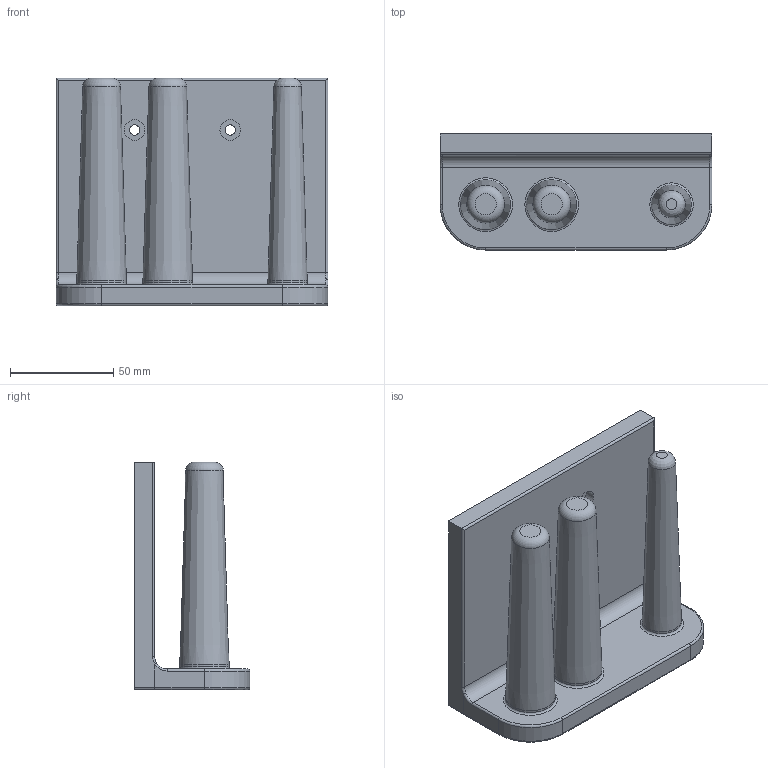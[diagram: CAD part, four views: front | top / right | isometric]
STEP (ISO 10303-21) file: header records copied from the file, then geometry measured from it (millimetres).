
FILE_DESCRIPTION(('FreeCAD Model'),'2;1');
FILE_NAME('Open CASCADE Shape Model','2023-12-28T09:41:42',(''),(''), 'Open CASCADE STEP processor 7.6','FreeCAD','Unknown');
FILE_SCHEMA(('AUTOMOTIVE_DESIGN { 1 0 10303 214 1 1 1 1 }'));
Length unit declared in the file: millimetre
Products named in the file (1): Body
Bounding box: 131.5 x 56 x 110 mm (x, y, z)
Volume: 293199.6 mm3; surface area: 63301.8 mm2
Topology: 1 solids, 1 shells, 54 faces, 114 edges, 67 vertices
Faces by surface type: cylinder 21, plane 16, torus 11, cone 3, bspline 2, revolution 1
Full cylindrical faces by diameter (mm): 5 x2, 10 x2, 19 x1, 24 x2
Entity records: 3078 total; most frequent: CARTESIAN_POINT 668, DIRECTION 479, LINE 243, VECTOR 243, ORIENTED_EDGE 228, PCURVE 228, DEFINITIONAL_REPRESENTATION 228, EDGE_CURVE 114
